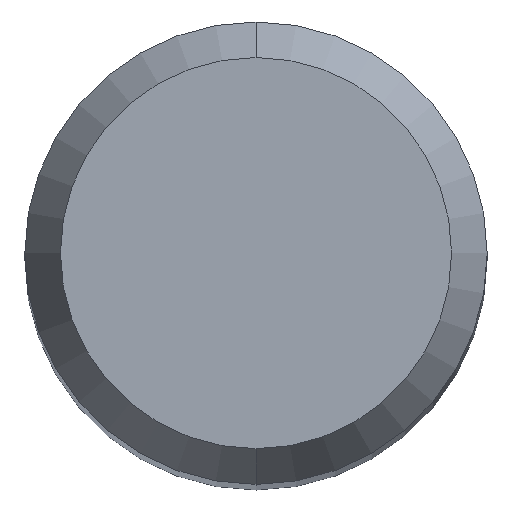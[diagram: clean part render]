
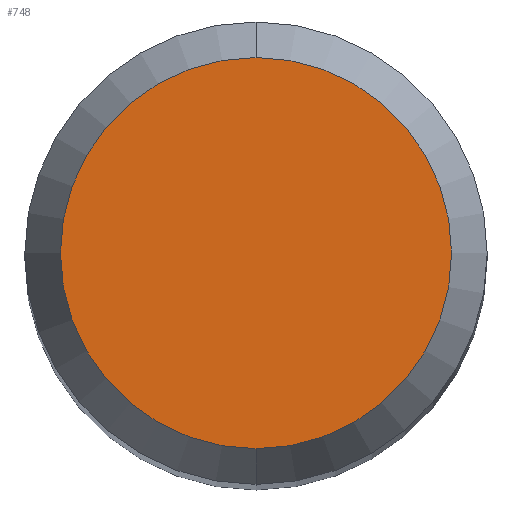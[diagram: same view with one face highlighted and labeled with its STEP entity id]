
A CAD part, top view. The second image highlights one B-rep face of the part: STEP entity #748.
In plain terms, the highlighted planar face has unit normal (0, 0, 1).
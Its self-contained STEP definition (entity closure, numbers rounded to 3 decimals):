
#748=ADVANCED_FACE('',(#1991),#1992,.T.);
#1020=EDGE_CURVE('',#1712,#1544,#2292,.T.);
#1544=VERTEX_POINT('',#2859);
#1712=VERTEX_POINT('',#3039);
#1830=EDGE_CURVE('',#1544,#1712,#3168,.T.);
#1991=FACE_OUTER_BOUND('',#3748,.T.);
#1992=PLANE('',#3749);
#2292=CIRCLE('',#6323,2.538);
#2859=CARTESIAN_POINT('',(0.0,2.538,0.0));
#3039=CARTESIAN_POINT('',(0.,-2.538,0.0));
#3168=CIRCLE('',#13403,2.538);
#3748=EDGE_LOOP('',(#13656,#13657));
#3749=AXIS2_PLACEMENT_3D('',#13658,#13659,#13660);
#6323=AXIS2_PLACEMENT_3D('',#14007,#14008,#14009);
#13403=AXIS2_PLACEMENT_3D('',#14868,#14869,#14870);
#13656=ORIENTED_EDGE('',*,*,#1830,.F.);
#13657=ORIENTED_EDGE('',*,*,#1020,.F.);
#13658=CARTESIAN_POINT('',(0.0,1.269,0.0));
#13659=DIRECTION('',(-0.0,0.0,1.0));
#13660=DIRECTION('',(0.0,-1.0,0.0));
#14007=CARTESIAN_POINT('',(0.0,0.0,0.0));
#14008=DIRECTION('',(0.0,0.0,-1.0));
#14009=DIRECTION('',(0.0,1.0,0.0));
#14868=CARTESIAN_POINT('',(0.0,0.0,0.0));
#14869=DIRECTION('',(0.0,0.0,-1.0));
#14870=DIRECTION('',(0.0,1.0,0.0));
